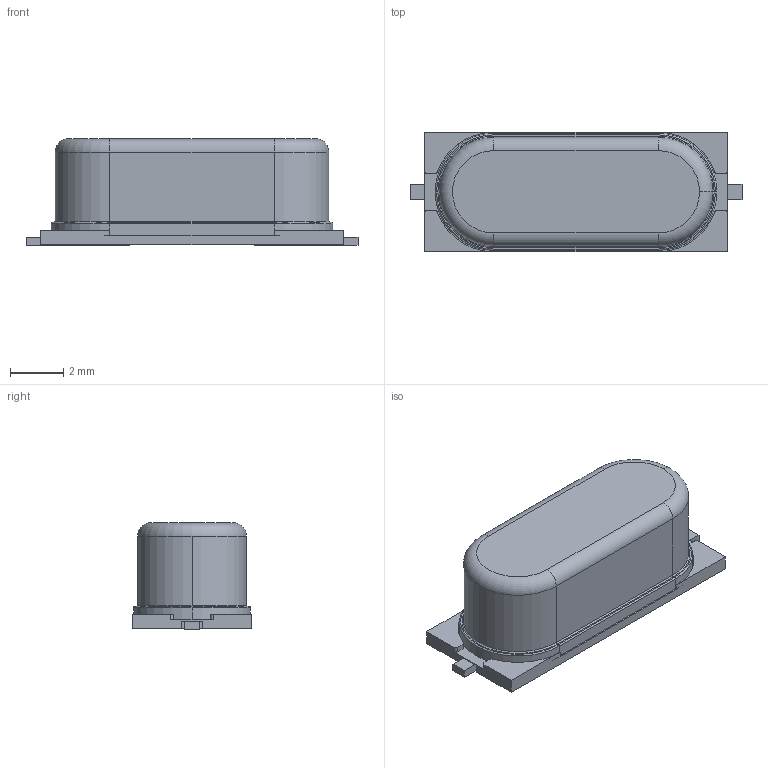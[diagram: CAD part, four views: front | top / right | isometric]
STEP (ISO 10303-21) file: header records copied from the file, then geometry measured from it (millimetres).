
FILE_DESCRIPTION (( 'STEP AP214' ), '1' );
FILE_NAME ('CRYSTAL-SMD_L11.4-W4.5-LS12.5.STEP', '2021-09-02T02:47:50', ( 'PC' ), ( 'Microsoft' ), 'SwSTEP 2.0', 'SolidWorks 2018', '' );
FILE_SCHEMA (( 'AUTOMOTIVE_DESIGN' ));
Length unit declared in the file: millimetre
Products named in the file (2): CRYSTAL-SMD_L11.4-W4.5-LS12.5
Bounding box: 12.5 x 4.5 x 4.01 mm (x, y, z)
Volume: 160.5 mm3; surface area: 217 mm2
Topology: 1 solids, 1 shells, 132 faces, 347 edges, 226 vertices
Faces by surface type: plane 85, cylinder 24, bspline 14, torus 9
Entity records: 6227 total; most frequent: CARTESIAN_POINT 1505, ORIENTED_EDGE 694, DIRECTION 622, EDGE_CURVE 347, LINE 256, VECTOR 256, VERTEX_POINT 226, AXIS2_PLACEMENT_3D 183
